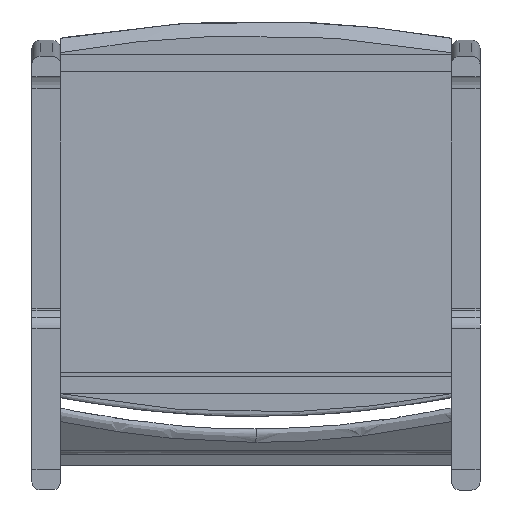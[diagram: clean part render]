
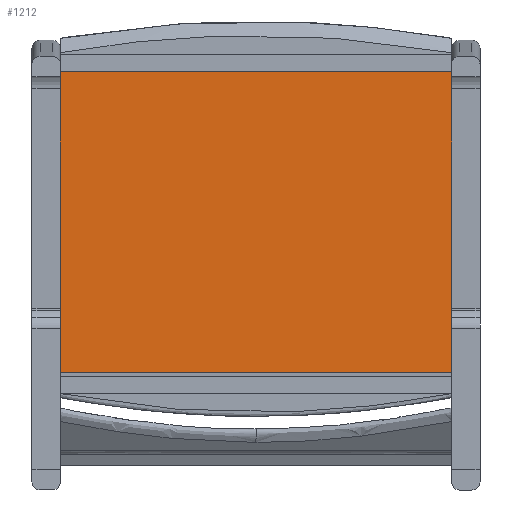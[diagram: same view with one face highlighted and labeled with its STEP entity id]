
A CAD part, front view. The second image highlights one B-rep face of the part: STEP entity #1212.
In plain terms, the highlighted planar face has unit normal (0, -1, 0).
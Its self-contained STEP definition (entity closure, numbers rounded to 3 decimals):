
#262 = VERTEX_POINT ( 'NONE', #10216 ) ;
#757 = PLANE ( 'NONE',  #10871 ) ;
#773 = ORIENTED_EDGE ( 'NONE', *, *, #14093, .T. ) ;
#1077 = CARTESIAN_POINT ( 'NONE',  ( 240., 414.1, -245. ) ) ;
#1212 = ADVANCED_FACE ( 'NONE', ( #7115 ), #757, .F. ) ;
#2698 = DIRECTION ( 'NONE',  ( 1., 0., 0. ) ) ;
#2748 = CARTESIAN_POINT ( 'NONE',  ( 240., 414.1, -245. ) ) ;
#3177 = VECTOR ( 'NONE', #13538, 1000. ) ;
#3346 = EDGE_CURVE ( 'NONE', #14491, #7393, #8655, .T. ) ;
#3552 = DIRECTION ( 'NONE',  ( 0., 1., 0. ) ) ;
#3702 = VECTOR ( 'NONE', #10409, 1000. ) ;
#3867 = VECTOR ( 'NONE', #11604, 1000. ) ;
#3944 = EDGE_CURVE ( 'NONE', #262, #7393, #14402, .T. ) ;
#4179 = CARTESIAN_POINT ( 'NONE',  ( 240., 414.1, -189.031 ) ) ;
#4766 = DIRECTION ( 'NONE',  ( 0., 0., -1. ) ) ;
#5177 = VECTOR ( 'NONE', #2698, 1000. ) ;
#5795 = EDGE_LOOP ( 'NONE', ( #12445, #773, #6008, #9305 ) ) ;
#5899 = VERTEX_POINT ( 'NONE', #6674 ) ;
#6008 = ORIENTED_EDGE ( 'NONE', *, *, #3346, .T. ) ;
#6674 = CARTESIAN_POINT ( 'NONE',  ( -240., 414.1, -189.031 ) ) ;
#7115 = FACE_OUTER_BOUND ( 'NONE', #5795, .T. ) ;
#7393 = VERTEX_POINT ( 'NONE', #10466 ) ;
#7832 = LINE ( 'NONE', #14978, #3867 ) ;
#8655 = LINE ( 'NONE', #2748, #3177 ) ;
#8754 = CARTESIAN_POINT ( 'NONE',  ( -240., 414.1, -189.031 ) ) ;
#9305 = ORIENTED_EDGE ( 'NONE', *, *, #3944, .F. ) ;
#9954 = LINE ( 'NONE', #8754, #5177 ) ;
#10216 = CARTESIAN_POINT ( 'NONE',  ( -240., 414.1, 181.229 ) ) ;
#10409 = DIRECTION ( 'NONE',  ( 1., 0., 0. ) ) ;
#10466 = CARTESIAN_POINT ( 'NONE',  ( 240., 414.1, 181.229 ) ) ;
#10871 = AXIS2_PLACEMENT_3D ( 'NONE', #1077, #3552, #4766 ) ;
#11604 = DIRECTION ( 'NONE',  ( 0., 0., 1. ) ) ;
#12445 = ORIENTED_EDGE ( 'NONE', *, *, #13694, .F. ) ;
#13538 = DIRECTION ( 'NONE',  ( 0., 0., 1. ) ) ;
#13694 = EDGE_CURVE ( 'NONE', #5899, #262, #7832, .T. ) ;
#14093 = EDGE_CURVE ( 'NONE', #5899, #14491, #9954, .T. ) ;
#14402 = LINE ( 'NONE', #15520, #3702 ) ;
#14491 = VERTEX_POINT ( 'NONE', #4179 ) ;
#14978 = CARTESIAN_POINT ( 'NONE',  ( -240., 414.1, -245. ) ) ;
#15520 = CARTESIAN_POINT ( 'NONE',  ( -240., 414.1, 181.229 ) ) ;
